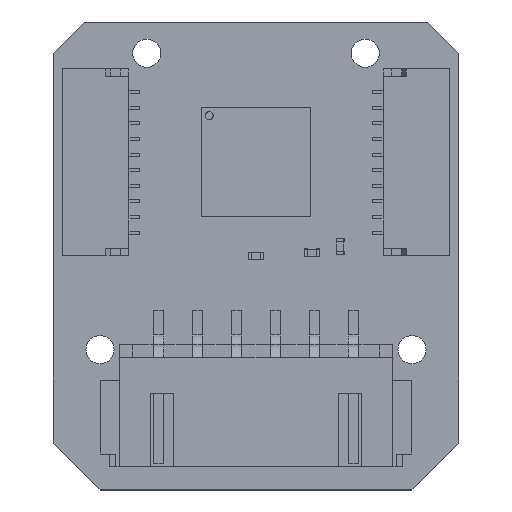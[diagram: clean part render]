
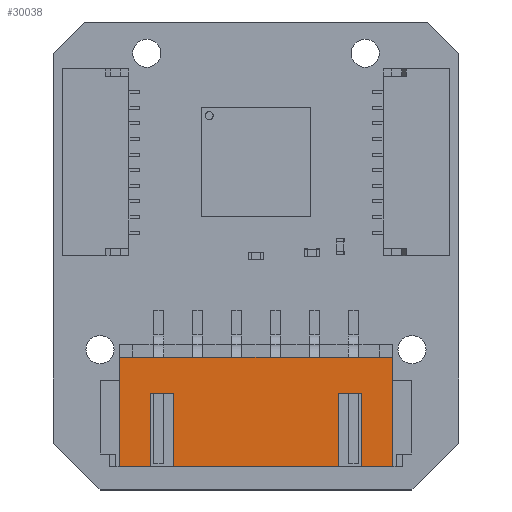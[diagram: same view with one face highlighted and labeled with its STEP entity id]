
A CAD part, top view. The second image highlights one B-rep face of the part: STEP entity #30038.
In plain terms, the highlighted planar face has unit normal (0, 0, 1).
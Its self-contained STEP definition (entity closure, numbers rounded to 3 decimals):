
#21803 = VERTEX_POINT('',#21804);
#21804 = CARTESIAN_POINT('',(-8.75,-13.5,6.));
#21810 = EDGE_CURVE('',#21811,#21803,#21813,.T.);
#21811 = VERTEX_POINT('',#21812);
#21812 = CARTESIAN_POINT('',(-8.75,-6.5,6.));
#21813 = LINE('',#21814,#21815);
#21814 = CARTESIAN_POINT('',(-8.75,-5.7,6.));
#21815 = VECTOR('',#21816,1.);
#21816 = DIRECTION('',(0.,-1.,0.));
#22286 = VERTEX_POINT('',#22287);
#22287 = CARTESIAN_POINT('',(8.75,-13.5,6.));
#22336 = VERTEX_POINT('',#22337);
#22337 = CARTESIAN_POINT('',(8.75,-6.5,6.));
#22343 = EDGE_CURVE('',#22336,#22286,#22344,.T.);
#22344 = LINE('',#22345,#22346);
#22345 = CARTESIAN_POINT('',(8.75,-5.7,6.));
#22346 = VECTOR('',#22347,1.);
#22347 = DIRECTION('',(0.,-1.,0.));
#28549 = EDGE_CURVE('',#21811,#22336,#28550,.T.);
#28550 = LINE('',#28551,#28552);
#28551 = CARTESIAN_POINT('',(-9.975,-6.5,6.));
#28552 = VECTOR('',#28553,1.);
#28553 = DIRECTION('',(1.,0.,0.));
#30020 = VERTEX_POINT('',#30021);
#30021 = CARTESIAN_POINT('',(-6.75,-13.5,6.));
#30027 = EDGE_CURVE('',#21803,#30020,#30028,.T.);
#30028 = LINE('',#30029,#30030);
#30029 = CARTESIAN_POINT('',(-9.975,-13.5,6.));
#30030 = VECTOR('',#30031,1.);
#30031 = DIRECTION('',(1.,0.,0.));
#30038 = ADVANCED_FACE('',(#30039),#30107,.F.);
#30039 = FACE_BOUND('',#30040,.T.);
#30040 = EDGE_LOOP('',(#30041,#30051,#30059,#30067,#30075,#30081,#30082,
    #30083,#30084,#30085,#30093,#30101));
#30041 = ORIENTED_EDGE('',*,*,#30042,.T.);
#30042 = EDGE_CURVE('',#30043,#30045,#30047,.T.);
#30043 = VERTEX_POINT('',#30044);
#30044 = CARTESIAN_POINT('',(-5.3,-13.5,6.));
#30045 = VERTEX_POINT('',#30046);
#30046 = CARTESIAN_POINT('',(5.3,-13.5,6.));
#30047 = LINE('',#30048,#30049);
#30048 = CARTESIAN_POINT('',(-9.975,-13.5,6.));
#30049 = VECTOR('',#30050,1.);
#30050 = DIRECTION('',(1.,0.,0.));
#30051 = ORIENTED_EDGE('',*,*,#30052,.F.);
#30052 = EDGE_CURVE('',#30053,#30045,#30055,.T.);
#30053 = VERTEX_POINT('',#30054);
#30054 = CARTESIAN_POINT('',(5.3,-8.8,6.));
#30055 = LINE('',#30056,#30057);
#30056 = CARTESIAN_POINT('',(5.3,-13.5,6.));
#30057 = VECTOR('',#30058,1.);
#30058 = DIRECTION('',(0.,-1.,0.));
#30059 = ORIENTED_EDGE('',*,*,#30060,.F.);
#30060 = EDGE_CURVE('',#30061,#30053,#30063,.T.);
#30061 = VERTEX_POINT('',#30062);
#30062 = CARTESIAN_POINT('',(6.75,-8.8,6.));
#30063 = LINE('',#30064,#30065);
#30064 = CARTESIAN_POINT('',(5.3,-8.8,6.));
#30065 = VECTOR('',#30066,1.);
#30066 = DIRECTION('',(-1.,0.,0.));
#30067 = ORIENTED_EDGE('',*,*,#30068,.F.);
#30068 = EDGE_CURVE('',#30069,#30061,#30071,.T.);
#30069 = VERTEX_POINT('',#30070);
#30070 = CARTESIAN_POINT('',(6.75,-13.5,6.));
#30071 = LINE('',#30072,#30073);
#30072 = CARTESIAN_POINT('',(6.75,-13.5,6.));
#30073 = VECTOR('',#30074,1.);
#30074 = DIRECTION('',(0.,1.,0.));
#30075 = ORIENTED_EDGE('',*,*,#30076,.T.);
#30076 = EDGE_CURVE('',#30069,#22286,#30077,.T.);
#30077 = LINE('',#30078,#30079);
#30078 = CARTESIAN_POINT('',(-9.975,-13.5,6.));
#30079 = VECTOR('',#30080,1.);
#30080 = DIRECTION('',(1.,0.,0.));
#30081 = ORIENTED_EDGE('',*,*,#22343,.F.);
#30082 = ORIENTED_EDGE('',*,*,#28549,.F.);
#30083 = ORIENTED_EDGE('',*,*,#21810,.T.);
#30084 = ORIENTED_EDGE('',*,*,#30027,.T.);
#30085 = ORIENTED_EDGE('',*,*,#30086,.F.);
#30086 = EDGE_CURVE('',#30087,#30020,#30089,.T.);
#30087 = VERTEX_POINT('',#30088);
#30088 = CARTESIAN_POINT('',(-6.75,-8.8,6.));
#30089 = LINE('',#30090,#30091);
#30090 = CARTESIAN_POINT('',(-6.75,-13.5,6.));
#30091 = VECTOR('',#30092,1.);
#30092 = DIRECTION('',(0.,-1.,0.));
#30093 = ORIENTED_EDGE('',*,*,#30094,.F.);
#30094 = EDGE_CURVE('',#30095,#30087,#30097,.T.);
#30095 = VERTEX_POINT('',#30096);
#30096 = CARTESIAN_POINT('',(-5.3,-8.8,6.));
#30097 = LINE('',#30098,#30099);
#30098 = CARTESIAN_POINT('',(-5.3,-8.8,6.));
#30099 = VECTOR('',#30100,1.);
#30100 = DIRECTION('',(-1.,0.,0.));
#30101 = ORIENTED_EDGE('',*,*,#30102,.F.);
#30102 = EDGE_CURVE('',#30043,#30095,#30103,.T.);
#30103 = LINE('',#30104,#30105);
#30104 = CARTESIAN_POINT('',(-5.3,-13.5,6.));
#30105 = VECTOR('',#30106,1.);
#30106 = DIRECTION('',(0.,1.,0.));
#30107 = PLANE('',#30108);
#30108 = AXIS2_PLACEMENT_3D('',#30109,#30110,#30111);
#30109 = CARTESIAN_POINT('',(-9.975,-6.5,6.));
#30110 = DIRECTION('',(0.,0.,-1.));
#30111 = DIRECTION('',(1.,0.,0.));
